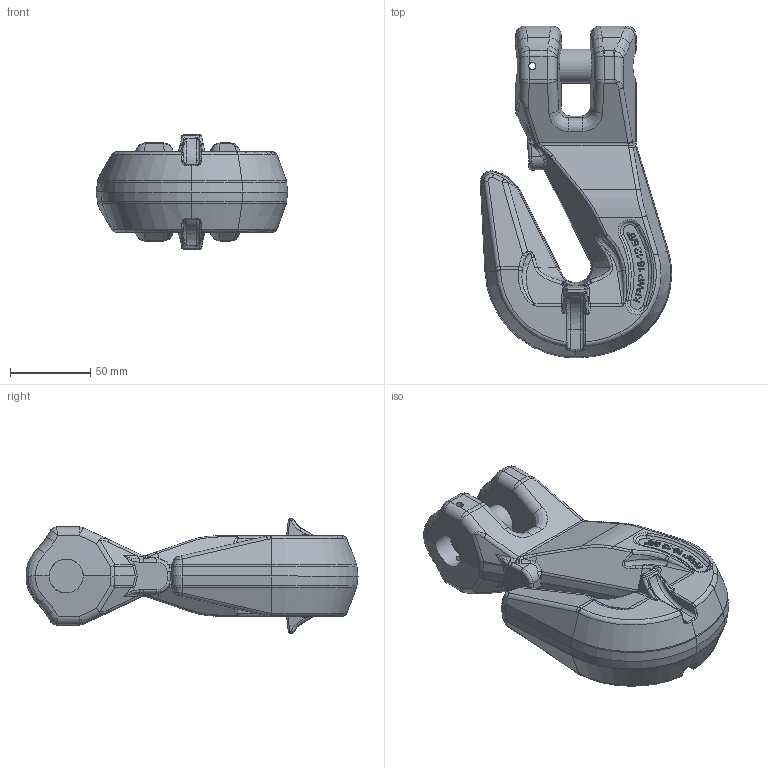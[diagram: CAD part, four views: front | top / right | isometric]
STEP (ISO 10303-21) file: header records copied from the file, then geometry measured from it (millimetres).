
FILE_DESCRIPTION(/* description */ (''),/* implementation_level */ '2;1');
FILE_NAME(/* name */ 'KPWP16_Kundenmodell.stp',/* time_stamp */ '2018-03-21T13:15:28+01:00',/* author */ (''),/* organization */ (''),/* preprocessor_version */ 'ST-DEVELOPER v16',/* originating_system */ 'SIEMENS PLM Software NX 11.0',/* authorisation */ '');
FILE_SCHEMA (('AUTOMOTIVE_DESIGN { 1 0 10303 214 3 1 1 1 }'));
Length unit declared in the file: millimetre
Products named in the file (1): kch50F46E4Fxwo2
Bounding box: 119.03 x 206.5 x 71 mm (x, y, z)
Volume: 605178.5 mm3; surface area: 68560.5 mm2
Topology: 2 solids, 2 shells, 883 faces, 2137 edges, 1254 vertices
Faces by surface type: plane 270, bspline 264, cylinder 153, extrusion 94, torus 50, cone 40, sphere 12
Full cylindrical faces by diameter (mm): 4.5 x2, 19.849 x1, 21.125 x3
Entity records: 33877 total; most frequent: CARTESIAN_POINT 15882, ORIENTED_EDGE 4162, DIRECTION 3035, EDGE_CURVE 2081, VERTEX_POINT 1250, AXIS2_PLACEMENT_3D 1186, B_SPLINE_CURVE_WITH_KNOTS 943, EDGE_LOOP 939
